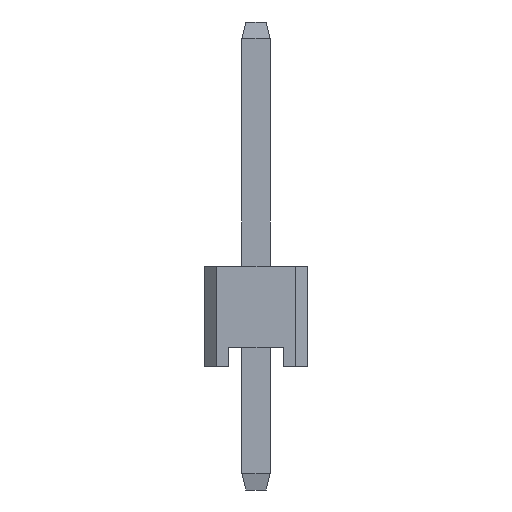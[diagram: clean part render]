
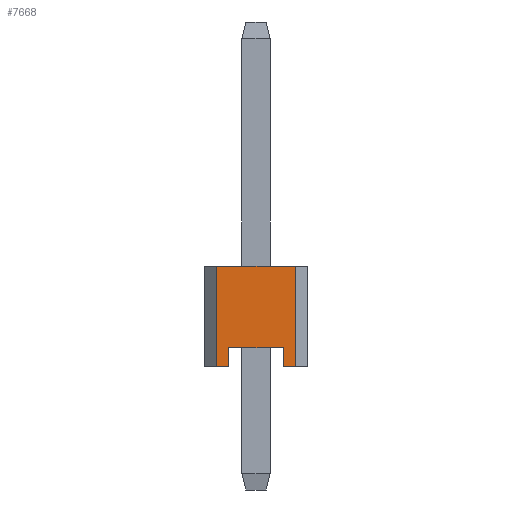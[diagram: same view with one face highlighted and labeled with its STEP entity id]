
A CAD part, left-side view. The second image highlights one B-rep face of the part: STEP entity #7668.
In plain terms, the highlighted planar face has unit normal (-1, 0, 0).
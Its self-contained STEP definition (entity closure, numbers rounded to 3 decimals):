
#488=FACE_OUTER_BOUND('',#909,.T.);
#909=EDGE_LOOP('',(#5330,#5331,#5332,#5333,#5334,#5335,#5336,#5337));
#1512=LINE('',#10684,#2375);
#1519=LINE('',#10699,#2382);
#1542=LINE('',#10744,#2405);
#1544=LINE('',#10748,#2407);
#1545=LINE('',#10749,#2408);
#1546=LINE('',#10750,#2409);
#1547=LINE('',#10752,#2410);
#1548=LINE('',#10753,#2411);
#2375=VECTOR('',#8940,1.);
#2382=VECTOR('',#8949,1.);
#2405=VECTOR('',#8984,1.);
#2407=VECTOR('',#8988,1.);
#2408=VECTOR('',#8989,1.);
#2409=VECTOR('',#8990,1.);
#2410=VECTOR('',#8991,1.);
#2411=VECTOR('',#8992,1.);
#3125=VERTEX_POINT('',#10680);
#3127=VERTEX_POINT('',#10683);
#3133=VERTEX_POINT('',#10697);
#3134=VERTEX_POINT('',#10698);
#3149=VERTEX_POINT('',#10741);
#3150=VERTEX_POINT('',#10743);
#3151=VERTEX_POINT('',#10747);
#3152=VERTEX_POINT('',#10751);
#3928=EDGE_CURVE('',#3127,#3125,#1512,.T.);
#3935=EDGE_CURVE('',#3133,#3134,#1519,.T.);
#3958=EDGE_CURVE('',#3150,#3149,#1542,.T.);
#3960=EDGE_CURVE('',#3125,#3151,#1544,.T.);
#3961=EDGE_CURVE('',#3151,#3134,#1545,.T.);
#3962=EDGE_CURVE('',#3150,#3133,#1546,.T.);
#3963=EDGE_CURVE('',#3149,#3152,#1547,.T.);
#3964=EDGE_CURVE('',#3127,#3152,#1548,.T.);
#5330=ORIENTED_EDGE('',*,*,#3928,.T.);
#5331=ORIENTED_EDGE('',*,*,#3960,.T.);
#5332=ORIENTED_EDGE('',*,*,#3961,.T.);
#5333=ORIENTED_EDGE('',*,*,#3935,.F.);
#5334=ORIENTED_EDGE('',*,*,#3962,.F.);
#5335=ORIENTED_EDGE('',*,*,#3958,.T.);
#5336=ORIENTED_EDGE('',*,*,#3963,.T.);
#5337=ORIENTED_EDGE('',*,*,#3964,.F.);
#6936=PLANE('',#8101);
#7668=ADVANCED_FACE('',(#488),#6936,.F.);
#8101=AXIS2_PLACEMENT_3D('',#10746,#8986,#8987);
#8940=DIRECTION('',(0.,-1.,0.));
#8949=DIRECTION('',(0.,0.,-1.));
#8984=DIRECTION('',(0.,0.,-1.));
#8986=DIRECTION('center_axis',(1.,0.,0.));
#8987=DIRECTION('ref_axis',(0.,1.,0.));
#8988=DIRECTION('',(0.,0.,-1.));
#8989=DIRECTION('',(0.,-1.,0.));
#8990=DIRECTION('',(0.,-1.,0.));
#8991=DIRECTION('',(0.,-1.,0.));
#8992=DIRECTION('',(0.,0.,-1.));
#10680=CARTESIAN_POINT('',(-7.62,-0.67,0.5));
#10683=CARTESIAN_POINT('',(-7.62,0.67,0.5));
#10684=CARTESIAN_POINT('',(-7.62,0.97,0.5));
#10697=CARTESIAN_POINT('',(-7.62,-0.97,2.5));
#10698=CARTESIAN_POINT('',(-7.62,-0.97,0.03));
#10699=CARTESIAN_POINT('',(-7.62,-0.97,2.5));
#10741=CARTESIAN_POINT('',(-7.62,0.97,0.03));
#10743=CARTESIAN_POINT('',(-7.62,0.97,2.5));
#10744=CARTESIAN_POINT('',(-7.62,0.97,2.5));
#10746=CARTESIAN_POINT('Origin',(-7.62,0.97,2.5));
#10747=CARTESIAN_POINT('',(-7.62,-0.67,0.03));
#10748=CARTESIAN_POINT('',(-7.62,-0.67,0.53));
#10749=CARTESIAN_POINT('',(-7.62,-0.67,0.03));
#10750=CARTESIAN_POINT('',(-7.62,0.97,2.5));
#10751=CARTESIAN_POINT('',(-7.62,0.67,0.03));
#10752=CARTESIAN_POINT('',(-7.62,0.97,0.03));
#10753=CARTESIAN_POINT('',(-7.62,0.67,0.53));
